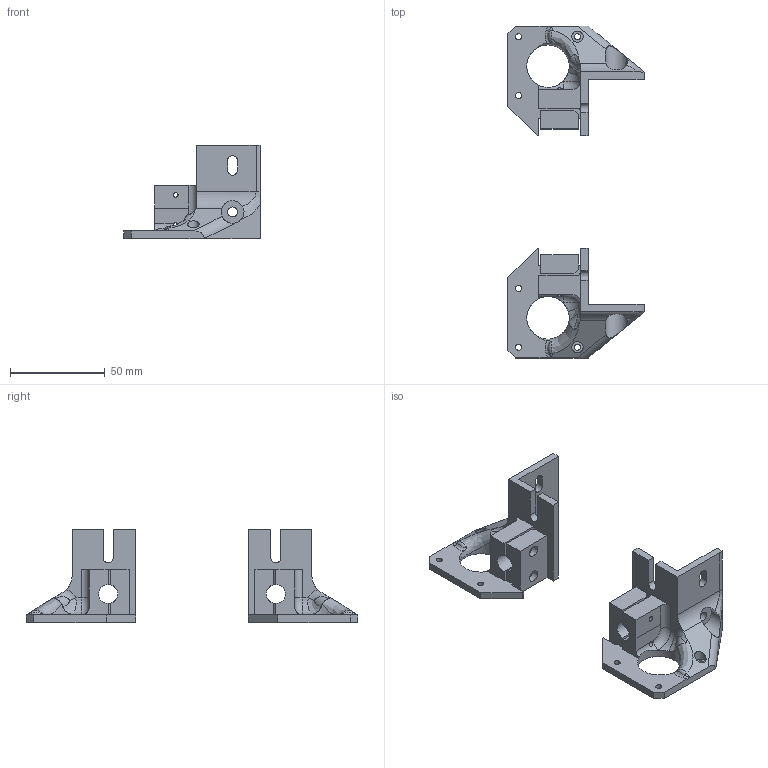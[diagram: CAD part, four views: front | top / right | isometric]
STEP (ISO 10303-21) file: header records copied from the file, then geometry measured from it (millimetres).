
FILE_DESCRIPTION(/* description */ (''),/* implementation_level */ '2;1');
FILE_NAME(/* name */ 'HYPERCUBE-chape support moteur D.step',/* time_stamp */ '2020-11-30T22:03:10+01:00',/* author */ (''),/* organization */ (''),/* preprocessor_version */ 'ST-DEVELOPER v18.1',/* originating_system */ 'Autodesk Translation Framework v9.3.0.1241',/* authorisation */ '');
FILE_SCHEMA (('AUTOMOTIVE_DESIGN { 1 0 10303 214 3 1 1 }'));
Length unit declared in the file: millimetre
Products named in the file (1): HYPERCUBE-EVO-0015_NGEN
Bounding box: 71.8 x 174.9 x 49 mm (x, y, z)
Volume: 64854.3 mm3; surface area: 30696 mm2
Topology: 4 solids, 4 shells, 162 faces, 452 edges, 298 vertices
Faces by surface type: plane 90, cylinder 56, bspline 14, torus 2
Full cylindrical faces by diameter (mm): 2.529 x4, 3.2 x10, 5.2 x2, 6 x6, 10 x2, 12 x2, 22.4 x2
Entity records: 8544 total; most frequent: CARTESIAN_POINT 4333, ORIENTED_EDGE 904, DIRECTION 794, EDGE_CURVE 452, VERTEX_POINT 298, AXIS2_PLACEMENT_3D 265, LINE 264, VECTOR 264
